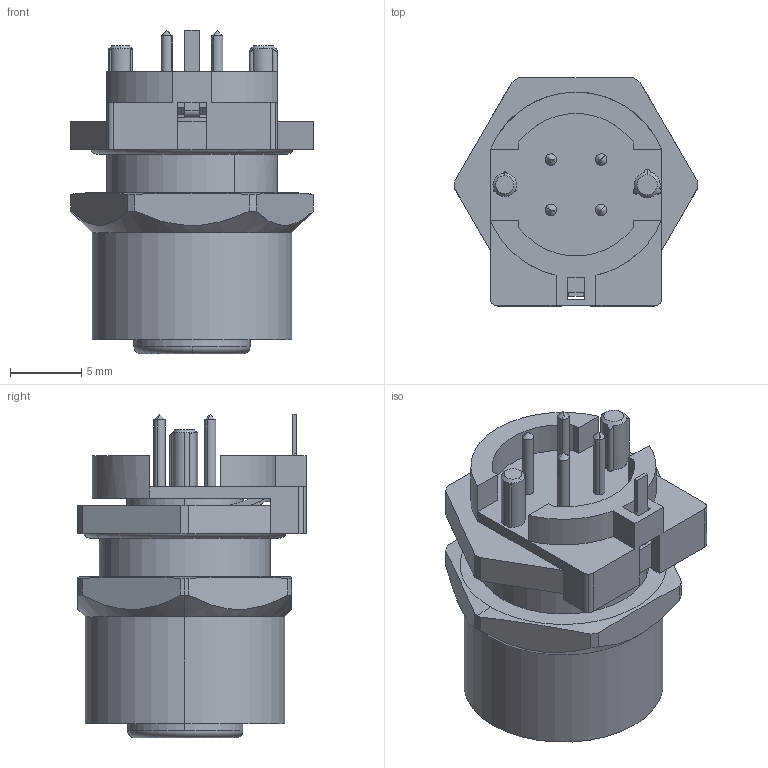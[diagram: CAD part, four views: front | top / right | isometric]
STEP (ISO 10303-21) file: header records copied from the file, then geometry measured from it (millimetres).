
FILE_DESCRIPTION(('CATIA V5R24 STEP','CAx-IF Rec.Pracs.--- Model Styling and Organization---1.2---2011-12-15'),'2;1');
FILE_NAME ('D1461869_0_2423210000_2423210000.stp','2017-05-17T06:36:35+00:00',('none'),('Weidmueller'),'CATIA Version 5-6 Release 2014 SP4 HF52','CATIA V5 STEP AP214','none');
FILE_SCHEMA(('AUTOMOTIVE_DESIGN { 1 0 10303 214 1 1 1 1 }'));
Length unit declared in the file: millimetre
Products named in the file (1): v5-standard_part
Bounding box: 17 x 16 x 22.7 mm (x, y, z)
Volume: 2340.4 mm3; surface area: 3524.6 mm2
Topology: 1 solids, 1 shells, 491 faces, 1358 edges, 873 vertices
Faces by surface type: plane 186, cylinder 156, bspline 73, torus 42, cone 34
Entity records: 17498 total; most frequent: CARTESIAN_POINT 5683, ORIENTED_EDGE 2654, DIRECTION 1751, EDGE_CURVE 1327, VERTEX_POINT 873, AXIS2_PLACEMENT_3D 770, VECTOR 562, LINE 562
